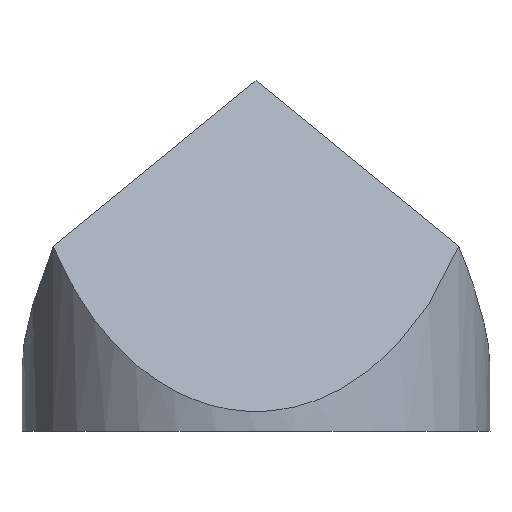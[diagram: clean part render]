
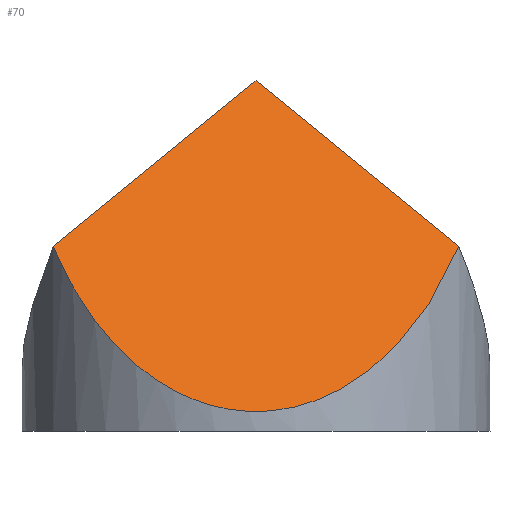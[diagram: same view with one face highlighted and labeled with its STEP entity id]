
A CAD part, left-side view. The second image highlights one B-rep face of the part: STEP entity #70.
In plain terms, the highlighted planar face has unit normal (-0.816, 0, 0.577).
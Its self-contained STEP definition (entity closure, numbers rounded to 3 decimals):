
#1 = ORIENTED_EDGE ( 'NONE', *, *, #34, .F. ) ;
#24 = CARTESIAN_POINT ( 'NONE',  ( -2., -3.465, 6.873 ) ) ;
#28 = DIRECTION ( 'NONE',  ( 0.408, -0.707, 0.577 ) ) ;
#33 = CARTESIAN_POINT ( 'NONE',  ( -2., 3.465, 6.873 ) ) ;
#34 = EDGE_CURVE ( 'NONE', #71, #58, #136, .T. ) ;
#40 = VECTOR ( 'NONE', #182, 1000. ) ;
#44 = AXIS2_PLACEMENT_3D ( 'NONE', #184, #154, #153 ) ;
#50 = LINE ( 'NONE', #92, #40 ) ;
#51 = EDGE_CURVE ( 'NONE', #58, #178, #50, .T. ) ;
#58 = VERTEX_POINT ( 'NONE', #91 ) ;
#59 = CARTESIAN_POINT ( 'NONE',  ( -2., -3.465, 6.873 ) ) ;
#70 = ADVANCED_FACE ( 'NONE', ( #123 ), #167, .F. ) ;
#71 = VERTEX_POINT ( 'NONE', #33 ) ;
#88 = ORIENTED_EDGE ( 'NONE', *, *, #150, .F. ) ;
#90 = CARTESIAN_POINT ( 'NONE',  ( -5.001, 1.732, 2.631 ) ) ;
#91 = CARTESIAN_POINT ( 'NONE',  ( 0., 0., 9.701 ) ) ;
#92 = CARTESIAN_POINT ( 'NONE',  ( 0., 0., 9.701 ) ) ;
#95 = VECTOR ( 'NONE', #28, 1000. ) ;
#103 = EDGE_LOOP ( 'NONE', ( #121, #1, #88 ) ) ;
#111 = CARTESIAN_POINT ( 'NONE',  ( -5.001, -1.732, 2.631 ) ) ;
#121 = ORIENTED_EDGE ( 'NONE', *, *, #51, .F. ) ;
#123 = FACE_OUTER_BOUND ( 'NONE', #103, .T. ) ;
#136 = LINE ( 'NONE', #162, #95 ) ;
#150 = EDGE_CURVE ( 'NONE', #178, #71, #157, .T. ) ;
#153 = DIRECTION ( 'NONE',  ( -0.577, 0., -0.816 ) ) ;
#154 = DIRECTION ( 'NONE',  ( 0.816, 0., -0.577 ) ) ;
#157 =( BOUNDED_CURVE ( )  B_SPLINE_CURVE ( 3, ( #59, #111, #90, #185 ),
 .UNSPECIFIED., .F., .T. ) 
 B_SPLINE_CURVE_WITH_KNOTS ( ( 4, 4 ),
 ( 5.236, 7.33 ),
 .UNSPECIFIED. ) 
 CURVE ( )  GEOMETRIC_REPRESENTATION_ITEM ( )  RATIONAL_B_SPLINE_CURVE ( ( 1., 0.667, 0.667, 1. ) ) 
 REPRESENTATION_ITEM ( '' )  );
#162 = CARTESIAN_POINT ( 'NONE',  ( -2., 3.465, 6.873 ) ) ;
#167 = PLANE ( 'NONE',  #44 ) ;
#178 = VERTEX_POINT ( 'NONE', #24 ) ;
#182 = DIRECTION ( 'NONE',  ( -0.408, -0.707, -0.577 ) ) ;
#184 = CARTESIAN_POINT ( 'NONE',  ( 0., -7.717, 9.701 ) ) ;
#185 = CARTESIAN_POINT ( 'NONE',  ( -2., 3.465, 6.873 ) ) ;
